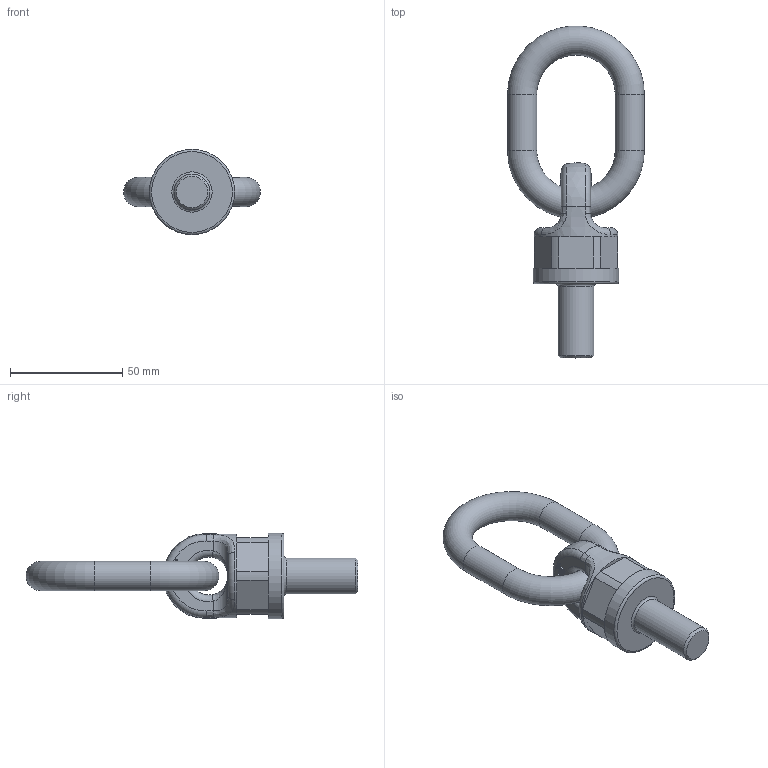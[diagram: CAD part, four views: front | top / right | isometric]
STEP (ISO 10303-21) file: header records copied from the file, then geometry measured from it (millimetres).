
FILE_DESCRIPTION(/* description */ (''),/* implementation_level */ '2;1');
FILE_NAME(/* name */ 'PLDW_1_5_t.stp',/* time_stamp */ '2017-11-10T09:34:56+01:00',/* author */ (''),/* organization */ (''),/* preprocessor_version */ 'ST-DEVELOPER v16',/* originating_system */ 'SIEMENS PLM Software NX 11.0',/* authorisation */ '');
FILE_SCHEMA (('AUTOMOTIVE_DESIGN { 1 0 10303 214 3 1 1 1 }'));
Length unit declared in the file: millimetre
Products named in the file (1): PLDW_1_5_t
Bounding box: 61 x 147.95 x 38 mm (x, y, z)
Volume: 68423.2 mm3; surface area: 19347.8 mm2
Topology: 3 solids, 3 shells, 243 faces, 628 edges, 408 vertices
Faces by surface type: plane 105, extrusion 92, cylinder 21, bspline 12, torus 10, cone 2, sphere 1
Full cylindrical faces by diameter (mm): 0.9 x6, 13 x2, 16 x1, 17 x1, 38 x1
Entity records: 9711 total; most frequent: CARTESIAN_POINT 3168, ORIENTED_EDGE 1192, DIRECTION 760, EDGE_CURVE 596, VERTEX_POINT 398, B_SPLINE_CURVE_WITH_KNOTS 366, VECTOR 348, EDGE_LOOP 286
